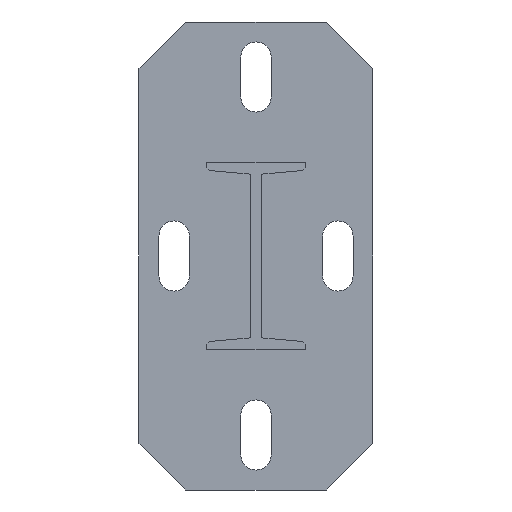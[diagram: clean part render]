
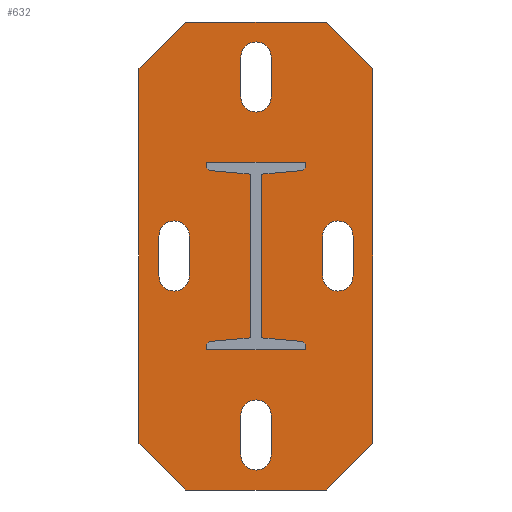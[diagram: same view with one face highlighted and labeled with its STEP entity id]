
A CAD part, front view. The second image highlights one B-rep face of the part: STEP entity #632.
In plain terms, the highlighted face is planar.
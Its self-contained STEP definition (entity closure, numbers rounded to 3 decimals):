
#137=DIRECTION('',(1.,0.,0.));
#138=VECTOR('',#137,160.);
#139=CARTESIAN_POINT('',(-80.,-50.,8.));
#140=LINE('',#139,#138);
#141=DIRECTION('',(0.707,-0.707,0.));
#142=VECTOR('',#141,28.284);
#143=CARTESIAN_POINT('',(-100.,-30.,8.));
#144=LINE('',#143,#142);
#145=DIRECTION('',(0.,-1.,0.));
#146=VECTOR('',#145,60.);
#147=CARTESIAN_POINT('',(-100.,30.,8.));
#148=LINE('',#147,#146);
#149=DIRECTION('',(-0.707,-0.707,0.));
#150=VECTOR('',#149,28.284);
#151=CARTESIAN_POINT('',(-80.,50.,8.));
#152=LINE('',#151,#150);
#153=DIRECTION('',(-1.,0.,0.));
#154=VECTOR('',#153,160.);
#155=CARTESIAN_POINT('',(80.,50.,8.));
#156=LINE('',#155,#154);
#157=DIRECTION('',(-0.707,0.707,0.));
#158=VECTOR('',#157,28.284);
#159=CARTESIAN_POINT('',(100.,30.,8.));
#160=LINE('',#159,#158);
#161=DIRECTION('',(0.,1.,0.));
#162=VECTOR('',#161,60.);
#163=CARTESIAN_POINT('',(100.,-30.,8.));
#164=LINE('',#163,#162);
#165=DIRECTION('',(0.707,0.707,0.));
#166=VECTOR('',#165,28.284);
#167=CARTESIAN_POINT('',(80.,-50.,8.));
#168=LINE('',#167,#166);
#169=CARTESIAN_POINT('',(-68.,0.,8.));
#170=DIRECTION('',(0.,0.,-1.));
#171=DIRECTION('',(0.,1.,0.));
#172=AXIS2_PLACEMENT_3D('',#169,#170,#171);
#174=DIRECTION('',(1.,0.,0.));
#175=VECTOR('',#174,17.);
#176=CARTESIAN_POINT('',(-85.,6.5,8.));
#177=LINE('',#176,#175);
#178=CARTESIAN_POINT('',(-85.,0.,8.));
#179=DIRECTION('',(0.,0.,-1.));
#180=DIRECTION('',(0.,-1.,0.));
#181=AXIS2_PLACEMENT_3D('',#178,#179,#180);
#183=DIRECTION('',(-1.,0.,0.));
#184=VECTOR('',#183,17.);
#185=CARTESIAN_POINT('',(-68.,-6.5,8.));
#186=LINE('',#185,#184);
#187=DIRECTION('',(1.,0.,0.));
#188=VECTOR('',#187,17.);
#189=CARTESIAN_POINT('',(68.,6.5,8.));
#190=LINE('',#189,#188);
#191=CARTESIAN_POINT('',(68.,0.,8.));
#192=DIRECTION('',(0.,0.,-1.));
#193=DIRECTION('',(0.,-1.,0.));
#194=AXIS2_PLACEMENT_3D('',#191,#192,#193);
#196=DIRECTION('',(-1.,0.,0.));
#197=VECTOR('',#196,17.);
#198=CARTESIAN_POINT('',(85.,-6.5,8.));
#199=LINE('',#198,#197);
#200=CARTESIAN_POINT('',(85.,0.,8.));
#201=DIRECTION('',(0.,0.,-1.));
#202=DIRECTION('',(0.,1.,0.));
#203=AXIS2_PLACEMENT_3D('',#200,#201,#202);
#205=CARTESIAN_POINT('',(8.5,-35.,8.));
#206=DIRECTION('',(0.,0.,-1.));
#207=DIRECTION('',(0.,1.,0.));
#208=AXIS2_PLACEMENT_3D('',#205,#206,#207);
#210=DIRECTION('',(1.,0.,0.));
#211=VECTOR('',#210,17.);
#212=CARTESIAN_POINT('',(-8.5,-28.5,8.));
#213=LINE('',#212,#211);
#214=CARTESIAN_POINT('',(-8.5,-35.,8.));
#215=DIRECTION('',(0.,0.,-1.));
#216=DIRECTION('',(0.,-1.,0.));
#217=AXIS2_PLACEMENT_3D('',#214,#215,#216);
#219=DIRECTION('',(-1.,0.,0.));
#220=VECTOR('',#219,17.);
#221=CARTESIAN_POINT('',(8.5,-41.5,8.));
#222=LINE('',#221,#220);
#223=DIRECTION('',(-1.,0.,0.));
#224=VECTOR('',#223,17.);
#225=CARTESIAN_POINT('',(8.5,28.5,8.));
#226=LINE('',#225,#224);
#227=CARTESIAN_POINT('',(8.5,35.,8.));
#228=DIRECTION('',(0.,0.,-1.));
#229=DIRECTION('',(0.,1.,0.));
#230=AXIS2_PLACEMENT_3D('',#227,#228,#229);
#232=DIRECTION('',(1.,0.,0.));
#233=VECTOR('',#232,17.);
#234=CARTESIAN_POINT('',(-8.5,41.5,8.));
#235=LINE('',#234,#233);
#236=CARTESIAN_POINT('',(-8.5,35.,8.));
#237=DIRECTION('',(0.,0.,-1.));
#238=DIRECTION('',(0.,-1.,0.));
#239=AXIS2_PLACEMENT_3D('',#236,#237,#238);
#321=CARTESIAN_POINT('',(-80.,-50.,8.));
#322=CARTESIAN_POINT('',(80.,-50.,8.));
#323=VERTEX_POINT('',#321);
#324=VERTEX_POINT('',#322);
#325=CARTESIAN_POINT('',(100.,-30.,8.));
#326=VERTEX_POINT('',#325);
#327=CARTESIAN_POINT('',(100.,30.,8.));
#328=VERTEX_POINT('',#327);
#329=CARTESIAN_POINT('',(80.,50.,8.));
#330=VERTEX_POINT('',#329);
#331=CARTESIAN_POINT('',(-80.,50.,8.));
#332=VERTEX_POINT('',#331);
#333=CARTESIAN_POINT('',(-100.,30.,8.));
#334=VERTEX_POINT('',#333);
#335=CARTESIAN_POINT('',(-100.,-30.,8.));
#336=VERTEX_POINT('',#335);
#369=CARTESIAN_POINT('',(-68.,6.5,8.));
#370=CARTESIAN_POINT('',(-68.,-6.5,8.));
#371=VERTEX_POINT('',#369);
#372=VERTEX_POINT('',#370);
#373=CARTESIAN_POINT('',(-85.,-6.5,8.));
#374=VERTEX_POINT('',#373);
#375=CARTESIAN_POINT('',(-85.,6.5,8.));
#376=VERTEX_POINT('',#375);
#377=CARTESIAN_POINT('',(68.,6.5,8.));
#378=CARTESIAN_POINT('',(85.,6.5,8.));
#379=VERTEX_POINT('',#377);
#380=VERTEX_POINT('',#378);
#381=CARTESIAN_POINT('',(85.,-6.5,8.));
#382=VERTEX_POINT('',#381);
#383=CARTESIAN_POINT('',(68.,-6.5,8.));
#384=VERTEX_POINT('',#383);
#385=CARTESIAN_POINT('',(8.5,-28.5,8.));
#386=CARTESIAN_POINT('',(8.5,-41.5,8.));
#387=VERTEX_POINT('',#385);
#388=VERTEX_POINT('',#386);
#389=CARTESIAN_POINT('',(-8.5,-41.5,8.));
#390=VERTEX_POINT('',#389);
#391=CARTESIAN_POINT('',(-8.5,-28.5,8.));
#392=VERTEX_POINT('',#391);
#393=CARTESIAN_POINT('',(8.5,28.5,8.));
#394=CARTESIAN_POINT('',(-8.5,28.5,8.));
#395=VERTEX_POINT('',#393);
#396=VERTEX_POINT('',#394);
#397=CARTESIAN_POINT('',(-8.5,41.5,8.));
#398=VERTEX_POINT('',#397);
#399=CARTESIAN_POINT('',(8.5,41.5,8.));
#400=VERTEX_POINT('',#399);
#577=CARTESIAN_POINT('',(0.,0.,8.));
#578=DIRECTION('',(0.,0.,1.));
#579=DIRECTION('',(1.,0.,0.));
#580=AXIS2_PLACEMENT_3D('',#577,#578,#579);
#581=PLANE('',#580);
#582=ORIENTED_EDGE('',*,*,#473,.F.);
#583=ORIENTED_EDGE('',*,*,#488,.F.);
#584=ORIENTED_EDGE('',*,*,#502,.F.);
#585=ORIENTED_EDGE('',*,*,#516,.F.);
#586=ORIENTED_EDGE('',*,*,#530,.F.);
#587=ORIENTED_EDGE('',*,*,#544,.F.);
#588=ORIENTED_EDGE('',*,*,#558,.F.);
#589=ORIENTED_EDGE('',*,*,#571,.F.);
#590=EDGE_LOOP('',(#582,#583,#584,#585,#586,#587,#588,#589));
#591=FACE_OUTER_BOUND('',#590,.F.);
#593=ORIENTED_EDGE('',*,*,#592,.F.);
#595=ORIENTED_EDGE('',*,*,#594,.F.);
#597=ORIENTED_EDGE('',*,*,#596,.F.);
#599=ORIENTED_EDGE('',*,*,#598,.F.);
#600=EDGE_LOOP('',(#593,#595,#597,#599));
#601=FACE_BOUND('',#600,.F.);
#603=ORIENTED_EDGE('',*,*,#602,.F.);
#605=ORIENTED_EDGE('',*,*,#604,.F.);
#607=ORIENTED_EDGE('',*,*,#606,.F.);
#609=ORIENTED_EDGE('',*,*,#608,.F.);
#610=EDGE_LOOP('',(#603,#605,#607,#609));
#611=FACE_BOUND('',#610,.F.);
#613=ORIENTED_EDGE('',*,*,#612,.F.);
#615=ORIENTED_EDGE('',*,*,#614,.F.);
#617=ORIENTED_EDGE('',*,*,#616,.F.);
#619=ORIENTED_EDGE('',*,*,#618,.F.);
#620=EDGE_LOOP('',(#613,#615,#617,#619));
#621=FACE_BOUND('',#620,.F.);
#623=ORIENTED_EDGE('',*,*,#622,.F.);
#625=ORIENTED_EDGE('',*,*,#624,.F.);
#627=ORIENTED_EDGE('',*,*,#626,.F.);
#629=ORIENTED_EDGE('',*,*,#628,.F.);
#630=EDGE_LOOP('',(#623,#625,#627,#629));
#631=FACE_BOUND('',#630,.F.);
#632=ADVANCED_FACE('',(#591,#601,#611,#621,#631),#581,.T.);
#173=CIRCLE('',#172,6.5);
#182=CIRCLE('',#181,6.5);
#195=CIRCLE('',#194,6.5);
#204=CIRCLE('',#203,6.5);
#209=CIRCLE('',#208,6.5);
#218=CIRCLE('',#217,6.5);
#231=CIRCLE('',#230,6.5);
#240=CIRCLE('',#239,6.5);
#473=EDGE_CURVE('',#323,#324,#140,.T.);
#488=EDGE_CURVE('',#336,#323,#144,.T.);
#502=EDGE_CURVE('',#334,#336,#148,.T.);
#516=EDGE_CURVE('',#332,#334,#152,.T.);
#530=EDGE_CURVE('',#330,#332,#156,.T.);
#544=EDGE_CURVE('',#328,#330,#160,.T.);
#558=EDGE_CURVE('',#326,#328,#164,.T.);
#571=EDGE_CURVE('',#324,#326,#168,.T.);
#592=EDGE_CURVE('',#371,#372,#173,.T.);
#594=EDGE_CURVE('',#376,#371,#177,.T.);
#596=EDGE_CURVE('',#374,#376,#182,.T.);
#598=EDGE_CURVE('',#372,#374,#186,.T.);
#602=EDGE_CURVE('',#379,#380,#190,.T.);
#604=EDGE_CURVE('',#384,#379,#195,.T.);
#606=EDGE_CURVE('',#382,#384,#199,.T.);
#608=EDGE_CURVE('',#380,#382,#204,.T.);
#612=EDGE_CURVE('',#387,#388,#209,.T.);
#614=EDGE_CURVE('',#392,#387,#213,.T.);
#616=EDGE_CURVE('',#390,#392,#218,.T.);
#618=EDGE_CURVE('',#388,#390,#222,.T.);
#622=EDGE_CURVE('',#395,#396,#226,.T.);
#624=EDGE_CURVE('',#400,#395,#231,.T.);
#626=EDGE_CURVE('',#398,#400,#235,.T.);
#628=EDGE_CURVE('',#396,#398,#240,.T.);
